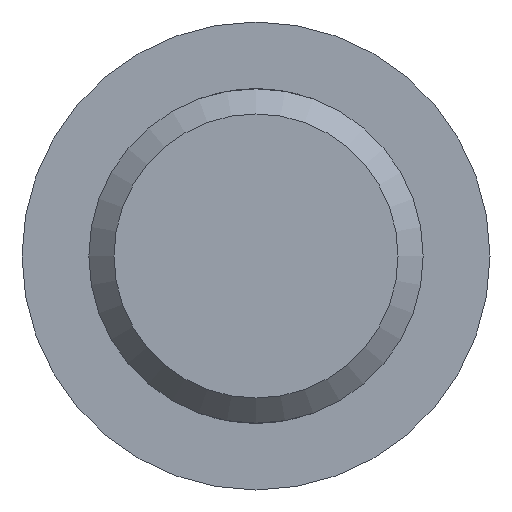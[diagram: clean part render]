
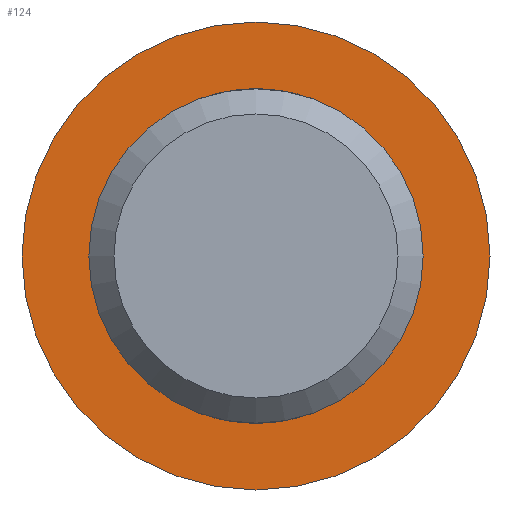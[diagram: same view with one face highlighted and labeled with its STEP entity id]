
A CAD part, left-side view. The second image highlights one B-rep face of the part: STEP entity #124.
In plain terms, the highlighted planar face has unit normal (-1, 0, 0).
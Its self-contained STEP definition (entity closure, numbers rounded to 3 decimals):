
#1 = FACE_OUTER_BOUND ( 'NONE', #85, .T. ) ;
#10 = CARTESIAN_POINT ( 'NONE',  ( 53., 0., 0. ) ) ;
#32 = AXIS2_PLACEMENT_3D ( 'NONE', #230, #154, #259 ) ;
#34 = DIRECTION ( 'NONE',  ( -1., 0., 0. ) ) ;
#55 = DIRECTION ( 'NONE',  ( -1., 0., 0. ) ) ;
#67 = VERTEX_POINT ( 'NONE', #114 ) ;
#80 = ORIENTED_EDGE ( 'NONE', *, *, #273, .T. ) ;
#84 = DIRECTION ( 'NONE',  ( 0., 0., 1. ) ) ;
#85 = EDGE_LOOP ( 'NONE', ( #80 ) ) ;
#114 = CARTESIAN_POINT ( 'NONE',  ( 53., 0., 10. ) ) ;
#124 = ADVANCED_FACE ( 'NONE', ( #130, #1 ), #224, .F. ) ;
#126 = AXIS2_PLACEMENT_3D ( 'NONE', #239, #34, #183 ) ;
#130 = FACE_BOUND ( 'NONE', #218, .T. ) ;
#154 = DIRECTION ( 'NONE',  ( 1., 0., 0. ) ) ;
#183 = DIRECTION ( 'NONE',  ( 0., 0., 1. ) ) ;
#197 = CIRCLE ( 'NONE', #126, 10. ) ;
#213 = VERTEX_POINT ( 'NONE', #274 ) ;
#218 = EDGE_LOOP ( 'NONE', ( #308 ) ) ;
#223 = AXIS2_PLACEMENT_3D ( 'NONE', #10, #55, #84 ) ;
#224 = PLANE ( 'NONE',  #32 ) ;
#230 = CARTESIAN_POINT ( 'NONE',  ( 53., 14., 0. ) ) ;
#239 = CARTESIAN_POINT ( 'NONE',  ( 53., 0., 0. ) ) ;
#244 = CIRCLE ( 'NONE', #223, 14. ) ;
#254 = EDGE_CURVE ( 'NONE', #67, #67, #197, .T. ) ;
#259 = DIRECTION ( 'NONE',  ( 0., 0., -1. ) ) ;
#273 = EDGE_CURVE ( 'NONE', #213, #213, #244, .T. ) ;
#274 = CARTESIAN_POINT ( 'NONE',  ( 53., 0., 14. ) ) ;
#308 = ORIENTED_EDGE ( 'NONE', *, *, #254, .F. ) ;
